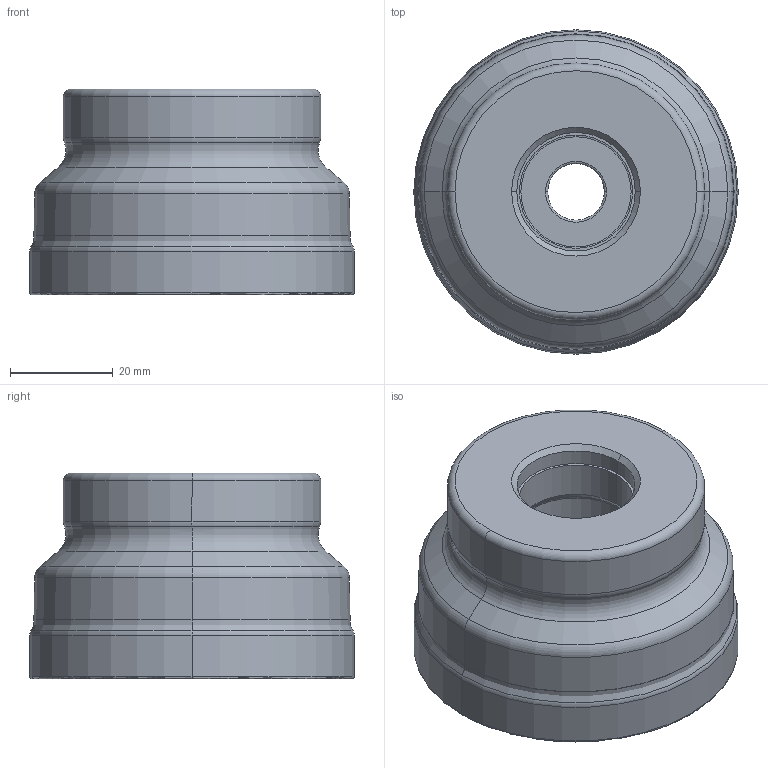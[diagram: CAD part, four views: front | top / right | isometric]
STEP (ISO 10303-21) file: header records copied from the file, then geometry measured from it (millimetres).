
FILE_DESCRIPTION(/* description */ (''),/* implementation_level */ '2;1');
FILE_NAME(/* name */ 'WWX400-063A05AR_MR0_4.stp',/* time_stamp */ '2021-02-02T08:25:06+09:00',/* author */ (''),/* organization */ (''),/* preprocessor_version */ 'ST-DEVELOPER v16',/* originating_system */ 'SIEMENS PLM Software NX 10.0',/* authorisation */ '');
FILE_SCHEMA (('AUTOMOTIVE_DESIGN { 1 0 10303 214 3 1 1 1 }'));
Length unit declared in the file: millimetre
Products named in the file (1): WWX400-063A05AR_MR0_4_ASM
Bounding box: 63 x 63 x 40 mm (x, y, z)
Volume: 106781.9 mm3; surface area: 21417.9 mm2
Topology: 2 solids, 2 shells, 135 faces, 359 edges, 273 vertices
Faces by surface type: torus 44, bspline 32, revolution 22, cylinder 16, cone 14, plane 7
Entity records: 5707 total; most frequent: CARTESIAN_POINT 2152, DIRECTION 794, ORIENTED_EDGE 640, AXIS2_PLACEMENT_3D 370, EDGE_CURVE 320, CIRCLE 278, VERTEX_POINT 192, EDGE_LOOP 142
